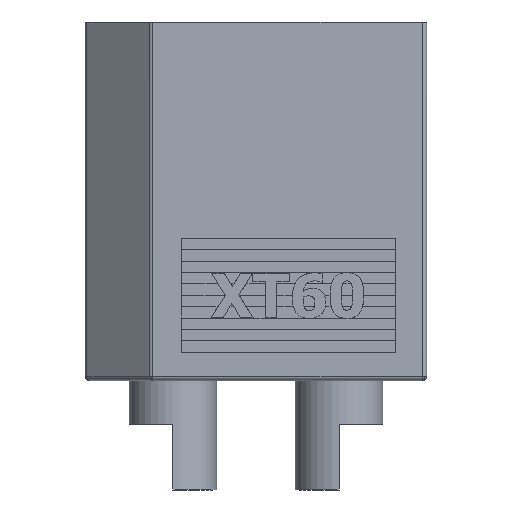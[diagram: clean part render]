
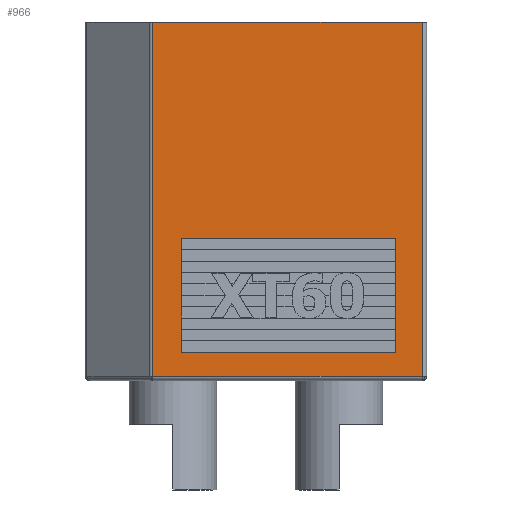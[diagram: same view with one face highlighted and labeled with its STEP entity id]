
A CAD part, front view. The second image highlights one B-rep face of the part: STEP entity #966.
In plain terms, the highlighted planar face has unit normal (0, -1, 0).
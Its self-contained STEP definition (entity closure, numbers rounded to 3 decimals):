
#332 = ORIENTED_EDGE ( 'NONE', *, *, #2339, .T. ) ;
#567 = VERTEX_POINT ( 'NONE', #15029 ) ;
#617 = CARTESIAN_POINT ( 'NONE',  ( 7.6, -4., 0. ) ) ;
#783 = CARTESIAN_POINT ( 'NONE',  ( 6.4, -4., 6.5 ) ) ;
#872 = CARTESIAN_POINT ( 'NONE',  ( -4.725, -4., 0.2 ) ) ;
#940 = ORIENTED_EDGE ( 'NONE', *, *, #13447, .T. ) ;
#966 = ADVANCED_FACE ( 'NONE', ( #15920, #1942 ), #7160, .T. ) ;
#984 = CARTESIAN_POINT ( 'NONE',  ( -3.4, -4., 6.5 ) ) ;
#989 = LINE ( 'NONE', #18733, #11685 ) ;
#1382 = VECTOR ( 'NONE', #8060, 1000. ) ;
#1539 = DIRECTION ( 'NONE',  ( 0., 0., -1. ) ) ;
#1572 = DIRECTION ( 'NONE',  ( -1., 0., 0. ) ) ;
#1804 = VERTEX_POINT ( 'NONE', #13977 ) ;
#1942 = FACE_OUTER_BOUND ( 'NONE', #9075, .T. ) ;
#2339 = EDGE_CURVE ( 'NONE', #4034, #12236, #4659, .T. ) ;
#2353 = CARTESIAN_POINT ( 'NONE',  ( -4.8, -4., 6.5 ) ) ;
#3364 = CARTESIAN_POINT ( 'NONE',  ( 7.6, -4., 16.4 ) ) ;
#4034 = VERTEX_POINT ( 'NONE', #3364 ) ;
#4035 = VECTOR ( 'NONE', #15714, 1000. ) ;
#4123 = CARTESIAN_POINT ( 'NONE',  ( -4.8, -4., 0. ) ) ;
#4659 = LINE ( 'NONE', #7622, #18408 ) ;
#4795 = LINE ( 'NONE', #11385, #8570 ) ;
#4948 = ORIENTED_EDGE ( 'NONE', *, *, #13133, .T. ) ;
#6566 = CARTESIAN_POINT ( 'NONE',  ( -4.725, -4., 16.4 ) ) ;
#6583 = EDGE_CURVE ( 'NONE', #6716, #10811, #10553, .T. ) ;
#6716 = VERTEX_POINT ( 'NONE', #8305 ) ;
#6953 = AXIS2_PLACEMENT_3D ( 'NONE', #4123, #11553, #10065 ) ;
#7160 = PLANE ( 'NONE',  #6953 ) ;
#7622 = CARTESIAN_POINT ( 'NONE',  ( -4.8, -4., 16.4 ) ) ;
#8060 = DIRECTION ( 'NONE',  ( 0., 0., 1. ) ) ;
#8185 = DIRECTION ( 'NONE',  ( 1., 0., 0. ) ) ;
#8257 = LINE ( 'NONE', #617, #1382 ) ;
#8305 = CARTESIAN_POINT ( 'NONE',  ( -3.4, -4., 1.3 ) ) ;
#8570 = VECTOR ( 'NONE', #12778, 1000. ) ;
#8744 = DIRECTION ( 'NONE',  ( 0., 0., -1. ) ) ;
#9075 = EDGE_LOOP ( 'NONE', ( #14324, #4948, #10637, #332 ) ) ;
#9977 = EDGE_CURVE ( 'NONE', #567, #4034, #8257, .T. ) ;
#10065 = DIRECTION ( 'NONE',  ( 0., 0., -1. ) ) ;
#10553 = LINE ( 'NONE', #12644, #19575 ) ;
#10637 = ORIENTED_EDGE ( 'NONE', *, *, #9977, .T. ) ;
#10811 = VERTEX_POINT ( 'NONE', #984 ) ;
#10931 = LINE ( 'NONE', #12105, #16845 ) ;
#11082 = EDGE_LOOP ( 'NONE', ( #13741, #14992, #940, #12943 ) ) ;
#11385 = CARTESIAN_POINT ( 'NONE',  ( -4.8, -4., 1.3 ) ) ;
#11553 = DIRECTION ( 'NONE',  ( 0., -1., 0. ) ) ;
#11685 = VECTOR ( 'NONE', #8185, 1000. ) ;
#12105 = CARTESIAN_POINT ( 'NONE',  ( 6.4, -4., 0. ) ) ;
#12236 = VERTEX_POINT ( 'NONE', #6566 ) ;
#12398 = VECTOR ( 'NONE', #8744, 1000. ) ;
#12644 = CARTESIAN_POINT ( 'NONE',  ( -3.4, -4., 0. ) ) ;
#12778 = DIRECTION ( 'NONE',  ( -1., 0., 0. ) ) ;
#12943 = ORIENTED_EDGE ( 'NONE', *, *, #13121, .T. ) ;
#13121 = EDGE_CURVE ( 'NONE', #1804, #6716, #4795, .T. ) ;
#13133 = EDGE_CURVE ( 'NONE', #17301, #567, #989, .T. ) ;
#13447 = EDGE_CURVE ( 'NONE', #17846, #1804, #10931, .T. ) ;
#13662 = EDGE_CURVE ( 'NONE', #10811, #17846, #18994, .T. ) ;
#13741 = ORIENTED_EDGE ( 'NONE', *, *, #6583, .T. ) ;
#13977 = CARTESIAN_POINT ( 'NONE',  ( 6.4, -4., 1.3 ) ) ;
#14275 = LINE ( 'NONE', #14383, #12398 ) ;
#14324 = ORIENTED_EDGE ( 'NONE', *, *, #16400, .T. ) ;
#14383 = CARTESIAN_POINT ( 'NONE',  ( -4.725, -4., 0. ) ) ;
#14992 = ORIENTED_EDGE ( 'NONE', *, *, #13662, .T. ) ;
#15029 = CARTESIAN_POINT ( 'NONE',  ( 7.6, -4., 0.2 ) ) ;
#15517 = DIRECTION ( 'NONE',  ( 0., 0., 1. ) ) ;
#15714 = DIRECTION ( 'NONE',  ( 1., 0., 0. ) ) ;
#15920 = FACE_BOUND ( 'NONE', #11082, .T. ) ;
#16400 = EDGE_CURVE ( 'NONE', #12236, #17301, #14275, .T. ) ;
#16845 = VECTOR ( 'NONE', #1539, 1000. ) ;
#17301 = VERTEX_POINT ( 'NONE', #872 ) ;
#17846 = VERTEX_POINT ( 'NONE', #783 ) ;
#18408 = VECTOR ( 'NONE', #1572, 1000. ) ;
#18733 = CARTESIAN_POINT ( 'NONE',  ( -4.8, -4., 0.2 ) ) ;
#18994 = LINE ( 'NONE', #2353, #4035 ) ;
#19575 = VECTOR ( 'NONE', #15517, 1000. ) ;
